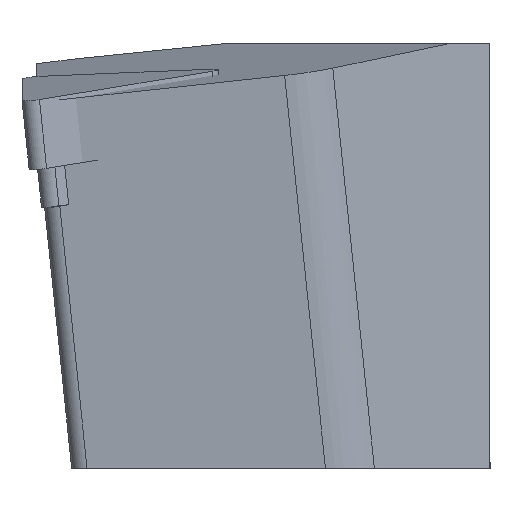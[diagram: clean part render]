
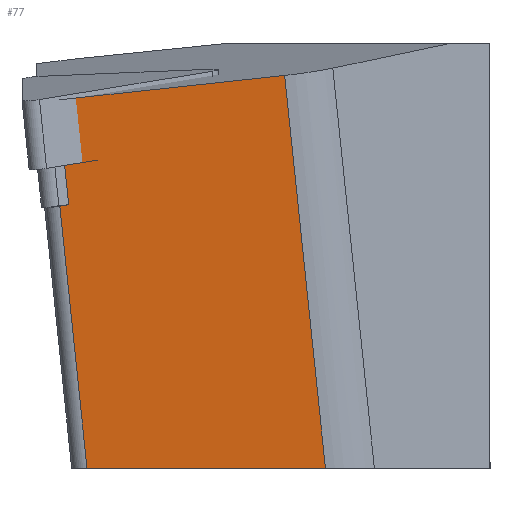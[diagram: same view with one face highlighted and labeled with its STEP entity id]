
A CAD part, left-side view. The second image highlights one B-rep face of the part: STEP entity #77.
In plain terms, the highlighted planar face has unit normal (-0.994, -0.052, -0.1).
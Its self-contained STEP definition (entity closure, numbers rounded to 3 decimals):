
#77=ADVANCED_FACE('',(#141),#109,.F.);
#109=PLANE('',#726);
#141=FACE_OUTER_BOUND('',#177,.T.);
#177=EDGE_LOOP('',(#455,#456,#457,#458,#459,#460,#461));
#205=LINE('',#977,#280);
#216=LINE('',#1006,#291);
#226=LINE('',#1029,#301);
#246=LINE('',#1067,#321);
#247=LINE('',#1069,#322);
#248=LINE('',#1070,#323);
#249=LINE('',#1072,#324);
#280=VECTOR('',#794,1.);
#291=VECTOR('',#815,1.);
#301=VECTOR('',#833,1.);
#321=VECTOR('',#871,1.);
#322=VECTOR('',#872,1.);
#323=VECTOR('',#873,1.);
#324=VECTOR('',#874,1.);
#455=ORIENTED_EDGE('',*,*,#651,.F.);
#456=ORIENTED_EDGE('',*,*,#620,.F.);
#457=ORIENTED_EDGE('',*,*,#631,.F.);
#458=ORIENTED_EDGE('',*,*,#652,.T.);
#459=ORIENTED_EDGE('',*,*,#606,.F.);
#460=ORIENTED_EDGE('',*,*,#653,.T.);
#461=ORIENTED_EDGE('',*,*,#654,.T.);
#540=VERTEX_POINT('',#976);
#541=VERTEX_POINT('',#978);
#551=VERTEX_POINT('',#1001);
#553=VERTEX_POINT('',#1005);
#562=VERTEX_POINT('',#1028);
#572=VERTEX_POINT('',#1068);
#573=VERTEX_POINT('',#1071);
#606=EDGE_CURVE('',#540,#541,#205,.T.);
#620=EDGE_CURVE('',#553,#551,#216,.T.);
#631=EDGE_CURVE('',#562,#553,#226,.T.);
#651=EDGE_CURVE('',#551,#572,#246,.T.);
#652=EDGE_CURVE('',#562,#541,#247,.T.);
#653=EDGE_CURVE('',#540,#573,#248,.T.);
#654=EDGE_CURVE('',#573,#572,#249,.T.);
#726=AXIS2_PLACEMENT_3D('',#1073,#875,#876);
#794=DIRECTION('',(0.041,-0.993,0.108));
#815=DIRECTION('',(-0.105,0.103,0.989));
#833=DIRECTION('',(-0.052,0.999,0.));
#871=DIRECTION('',(0.041,-0.993,0.108));
#872=DIRECTION('',(-0.105,0.103,0.989));
#873=DIRECTION('',(0.105,-0.103,-0.989));
#874=DIRECTION('',(0.105,-0.103,-0.989));
#875=DIRECTION('',(0.994,0.052,0.1));
#876=DIRECTION('',(0.1,0.,-0.995));
#976=CARTESIAN_POINT('',(2.047,29.551,0.168));
#977=CARTESIAN_POINT('',(2.021,30.164,0.101));
#978=CARTESIAN_POINT('',(2.691,14.044,1.847));
#1001=CARTESIAN_POINT('',(2.778,29.42,-7.061));
#1005=CARTESIAN_POINT('',(4.674,27.555,-25.));
#1006=CARTESIAN_POINT('',(7.217,25.054,-49.062));
#1028=CARTESIAN_POINT('',(5.528,11.253,-25.));
#1029=CARTESIAN_POINT('',(4.811,24.928,-25.));
#1067=CARTESIAN_POINT('',(2.778,29.42,-7.061));
#1068=CARTESIAN_POINT('',(2.804,28.807,-6.994));
#1069=CARTESIAN_POINT('',(7.886,8.934,-47.315));
#1070=CARTESIAN_POINT('',(-4.999,36.481,66.845));
#1071=CARTESIAN_POINT('',(2.513,29.093,-4.244));
#1072=CARTESIAN_POINT('',(-4.999,36.481,66.845));
#1073=CARTESIAN_POINT('',(7.217,25.054,-49.062));
